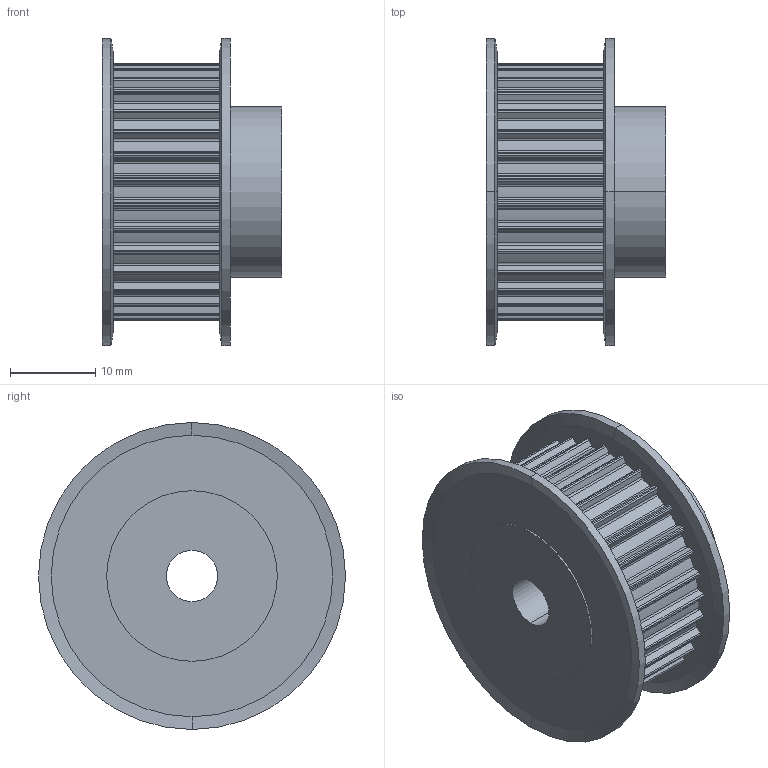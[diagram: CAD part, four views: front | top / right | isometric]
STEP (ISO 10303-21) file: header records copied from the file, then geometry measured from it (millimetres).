
FILE_DESCRIPTION(('STEP AP214'),'1');
FILE_NAME('cctmp_C5A119D5-A54D-40A5-A0A4-C15C934071CD_2021_1_6_11_32_48_332..stp','2021-01-06T10:32:48',('Mulco-Europe EWIV'),('CADClick - www.CADClick.com'),'Spatial InterOp 3D',' ','unknown authorization');
FILE_SCHEMA(('AUTOMOTIVE_DESIGN'));
Length unit declared in the file: millimetre
Products named in the file (1): 2021_01_06__11-32-48-316
Bounding box: 21 x 36 x 36 mm (x, y, z)
Volume: 11587.9 mm3; surface area: 5374.7 mm2
Topology: 1 solids, 1 shells, 280 faces, 814 edges, 540 vertices
Faces by surface type: cylinder 202, plane 70, cone 8
Entity records: 11714 total; most frequent: DIRECTION 1788, CARTESIAN_POINT 1635, ORIENTED_EDGE 1628, EDGE_CURVE 814, AXIS2_PLACEMENT_3D 693, VERTEX_POINT 540, CIRCLE 412, LINE 402
